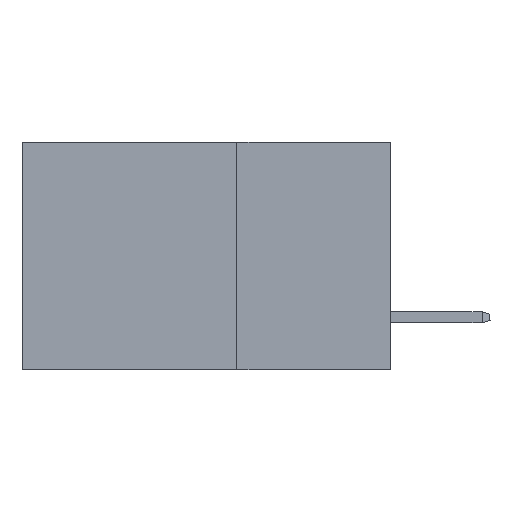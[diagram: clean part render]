
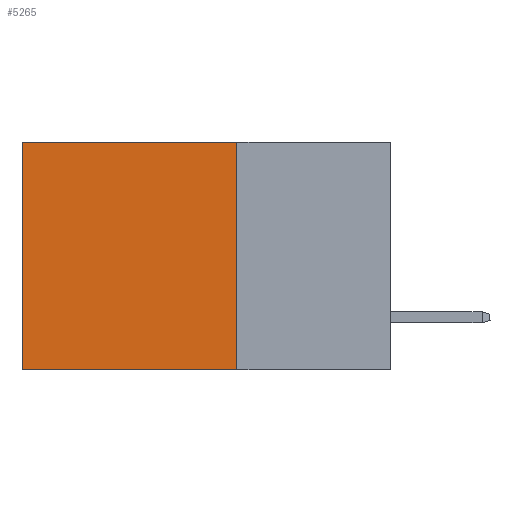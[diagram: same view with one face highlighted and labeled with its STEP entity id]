
A CAD part, left-side view. The second image highlights one B-rep face of the part: STEP entity #5265.
In plain terms, the highlighted planar face has unit normal (-1, 0, 0).
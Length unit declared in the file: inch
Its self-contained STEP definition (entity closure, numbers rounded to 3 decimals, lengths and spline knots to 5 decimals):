
#221 = DIRECTION ( 'NONE',  ( 0., 1., 0. ) ) ;
#603 = VERTEX_POINT ( 'NONE', #6495 ) ;
#774 = ORIENTED_EDGE ( 'NONE', *, *, #5625, .T. ) ;
#1440 = EDGE_CURVE ( 'NONE', #10032, #3851, #6714, .T. ) ;
#2260 = LINE ( 'NONE', #13098, #5975 ) ;
#2521 = EDGE_LOOP ( 'NONE', ( #774, #23194, #12911, #18723 ) ) ;
#3851 = VERTEX_POINT ( 'NONE', #8617 ) ;
#4665 = VECTOR ( 'NONE', #21839, 39.37008 ) ;
#5265 = ADVANCED_FACE ( 'NONE', ( #22241 ), #9714, .F. ) ;
#5512 = DIRECTION ( 'NONE',  ( 0., 0., -1. ) ) ;
#5625 = EDGE_CURVE ( 'NONE', #603, #13763, #10528, .T. ) ;
#5758 = AXIS2_PLACEMENT_3D ( 'NONE', #11619, #22506, #19019 ) ;
#5975 = VECTOR ( 'NONE', #221, 39.37008 ) ;
#6495 = CARTESIAN_POINT ( 'NONE',  ( 0.2875, 0.6, 0. ) ) ;
#6714 = LINE ( 'NONE', #18262, #16196 ) ;
#8617 = CARTESIAN_POINT ( 'NONE',  ( 0.2875, 0.25, -0.37 ) ) ;
#9245 = CARTESIAN_POINT ( 'NONE',  ( 0.2875, 0.25, 0. ) ) ;
#9714 = PLANE ( 'NONE',  #5758 ) ;
#9831 = DIRECTION ( 'NONE',  ( 0., 0., -1. ) ) ;
#10032 = VERTEX_POINT ( 'NONE', #19629 ) ;
#10528 = LINE ( 'NONE', #22846, #21686 ) ;
#11619 = CARTESIAN_POINT ( 'NONE',  ( 0.2875, 0.25, 0. ) ) ;
#12911 = ORIENTED_EDGE ( 'NONE', *, *, #1440, .F. ) ;
#13098 = CARTESIAN_POINT ( 'NONE',  ( 0.2875, 0.25, -0.37 ) ) ;
#13276 = LINE ( 'NONE', #9245, #4665 ) ;
#13289 = EDGE_CURVE ( 'NONE', #10032, #603, #13276, .T. ) ;
#13763 = VERTEX_POINT ( 'NONE', #19452 ) ;
#15464 = EDGE_CURVE ( 'NONE', #3851, #13763, #2260, .T. ) ;
#16196 = VECTOR ( 'NONE', #5512, 39.37008 ) ;
#18262 = CARTESIAN_POINT ( 'NONE',  ( 0.2875, 0.25, 0. ) ) ;
#18723 = ORIENTED_EDGE ( 'NONE', *, *, #13289, .T. ) ;
#19019 = DIRECTION ( 'NONE',  ( 0., 0., -1. ) ) ;
#19452 = CARTESIAN_POINT ( 'NONE',  ( 0.2875, 0.6, -0.37 ) ) ;
#19629 = CARTESIAN_POINT ( 'NONE',  ( 0.2875, 0.25, 0. ) ) ;
#21686 = VECTOR ( 'NONE', #9831, 39.37008 ) ;
#21839 = DIRECTION ( 'NONE',  ( 0., 1., 0. ) ) ;
#22241 = FACE_OUTER_BOUND ( 'NONE', #2521, .T. ) ;
#22506 = DIRECTION ( 'NONE',  ( 1., 0., 0. ) ) ;
#22846 = CARTESIAN_POINT ( 'NONE',  ( 0.2875, 0.6, 0. ) ) ;
#23194 = ORIENTED_EDGE ( 'NONE', *, *, #15464, .F. ) ;
